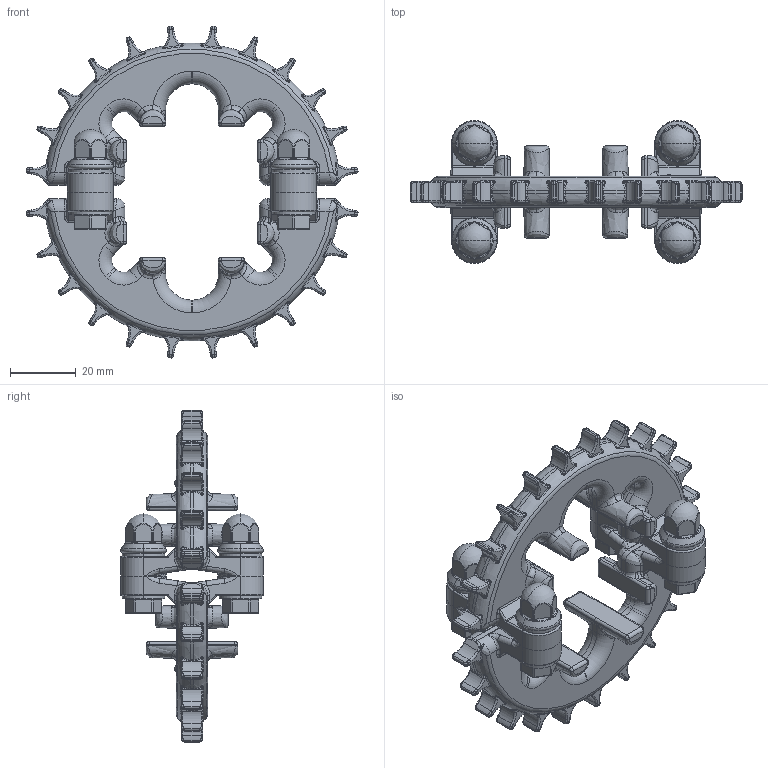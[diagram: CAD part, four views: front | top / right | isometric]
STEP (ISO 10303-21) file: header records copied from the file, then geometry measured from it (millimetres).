
FILE_DESCRIPTION((''),'2;1');
FILE_NAME('UNI_2P-HYG_FLEX_M-TTB_Z24_T1_40_ASM','2019-06-13T07:33:53',('MTH'),(''),'CREO PARAMETRIC BY PTC INC, 2019030','CREO PARAMETRIC BY PTC INC, 2019030','');
FILE_SCHEMA(('AUTOMOTIVE_DESIGN { 1 0 10303 214 1 1 1 1 }'));
Length unit declared in the file: millimetre
Products named in the file (5): T0521; WASHER; DIN931_M6_A4; DOME_ISO1587_M6; UNI_2P-HYG_FLEX_M-TTB_Z24_T1_40_ASM
Assembly tree (18 placements, depth 2):
  UNI_2P-HYG_FLEX_M-TTB_Z24_T1_40_ASM
    T0521  x2
    WASHER  x8
    DIN931_M6_A4  x4
    DOME_ISO1587_M6  x4
Bounding box: 101.3 x 43.6 x 101.3 mm (x, y, z)
Volume: 59233.6 mm3; surface area: 30758.1 mm2
Topology: 18 solids, 22 shells, 2524 faces, 6072 edges, 3598 vertices
Faces by surface type: bspline 896, cylinder 834, torus 420, plane 322, cone 40, sphere 12
Entity records: 69648 total; most frequent: CARTESIAN_POINT 43876, ORIENTED_EDGE 5144, DIRECTION 4715, EDGE_CURVE 2574, AXIS2_PLACEMENT_3D 2023, VERTEX_POINT 1477, CIRCLE 1201, EDGE_LOOP 1131
